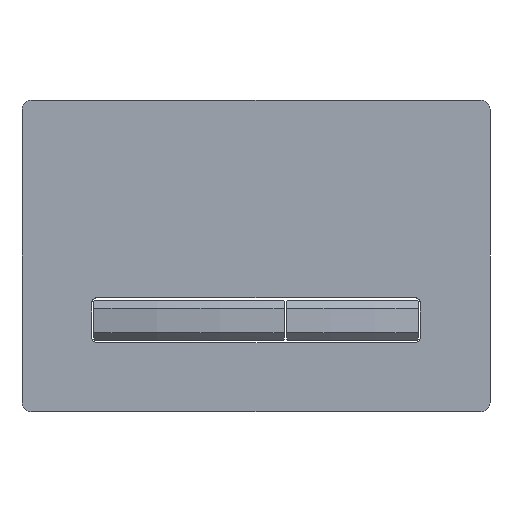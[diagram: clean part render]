
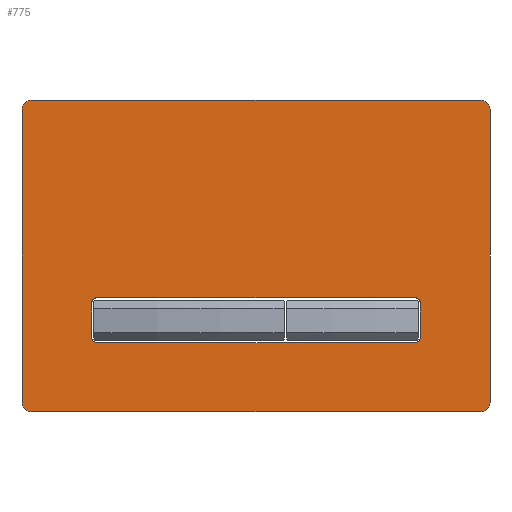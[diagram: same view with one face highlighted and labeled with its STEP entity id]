
A CAD part, front view. The second image highlights one B-rep face of the part: STEP entity #775.
In plain terms, the highlighted planar face has unit normal (0, -1, 0).
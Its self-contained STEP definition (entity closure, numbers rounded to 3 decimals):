
#32=FACE_BOUND('',#113,.T.);
#42=PLANE('',#855);
#70=FACE_OUTER_BOUND('',#112,.T.);
#112=EDGE_LOOP('',(#544,#545,#546,#547,#548,#549,#550,#551));
#113=EDGE_LOOP('',(#552,#553,#554,#555,#556,#557,#558,#559));
#144=LINE('',#1126,#208);
#148=LINE('',#1138,#212);
#152=LINE('',#1150,#216);
#155=LINE('',#1159,#219);
#159=LINE('',#1173,#223);
#163=LINE('',#1185,#227);
#167=LINE('',#1197,#231);
#171=LINE('',#1207,#235);
#208=VECTOR('',#911,10.);
#212=VECTOR('',#923,10.);
#216=VECTOR('',#935,10.);
#219=VECTOR('',#946,10.);
#223=VECTOR('',#958,10.);
#227=VECTOR('',#970,10.);
#231=VECTOR('',#982,10.);
#235=VECTOR('',#994,10.);
#269=CIRCLE('',#825,2.6);
#271=CIRCLE('',#829,2.6);
#273=CIRCLE('',#833,2.6);
#275=CIRCLE('',#837,2.6);
#277=CIRCLE('',#841,5.);
#279=CIRCLE('',#845,5.);
#281=CIRCLE('',#849,5.);
#283=CIRCLE('',#853,5.);
#302=VERTEX_POINT('',#1116);
#303=VERTEX_POINT('',#1118);
#305=VERTEX_POINT('',#1124);
#307=VERTEX_POINT('',#1130);
#309=VERTEX_POINT('',#1136);
#311=VERTEX_POINT('',#1142);
#313=VERTEX_POINT('',#1148);
#315=VERTEX_POINT('',#1154);
#318=VERTEX_POINT('',#1164);
#319=VERTEX_POINT('',#1166);
#321=VERTEX_POINT('',#1172);
#323=VERTEX_POINT('',#1178);
#325=VERTEX_POINT('',#1184);
#327=VERTEX_POINT('',#1190);
#329=VERTEX_POINT('',#1196);
#331=VERTEX_POINT('',#1202);
#374=EDGE_CURVE('',#303,#302,#269,.T.);
#378=EDGE_CURVE('',#302,#305,#144,.T.);
#381=EDGE_CURVE('',#305,#307,#271,.T.);
#384=EDGE_CURVE('',#307,#309,#148,.T.);
#387=EDGE_CURVE('',#309,#311,#273,.T.);
#390=EDGE_CURVE('',#311,#313,#152,.T.);
#393=EDGE_CURVE('',#313,#315,#275,.T.);
#395=EDGE_CURVE('',#315,#303,#155,.T.);
#398=EDGE_CURVE('',#319,#318,#277,.T.);
#401=EDGE_CURVE('',#321,#319,#159,.T.);
#404=EDGE_CURVE('',#323,#321,#279,.T.);
#407=EDGE_CURVE('',#325,#323,#163,.T.);
#410=EDGE_CURVE('',#327,#325,#281,.T.);
#413=EDGE_CURVE('',#329,#327,#167,.T.);
#416=EDGE_CURVE('',#331,#329,#283,.T.);
#419=EDGE_CURVE('',#318,#331,#171,.T.);
#544=ORIENTED_EDGE('',*,*,#419,.T.);
#545=ORIENTED_EDGE('',*,*,#416,.T.);
#546=ORIENTED_EDGE('',*,*,#413,.T.);
#547=ORIENTED_EDGE('',*,*,#410,.T.);
#548=ORIENTED_EDGE('',*,*,#407,.T.);
#549=ORIENTED_EDGE('',*,*,#404,.T.);
#550=ORIENTED_EDGE('',*,*,#401,.T.);
#551=ORIENTED_EDGE('',*,*,#398,.T.);
#552=ORIENTED_EDGE('',*,*,#374,.T.);
#553=ORIENTED_EDGE('',*,*,#378,.T.);
#554=ORIENTED_EDGE('',*,*,#381,.T.);
#555=ORIENTED_EDGE('',*,*,#384,.T.);
#556=ORIENTED_EDGE('',*,*,#387,.T.);
#557=ORIENTED_EDGE('',*,*,#390,.T.);
#558=ORIENTED_EDGE('',*,*,#393,.T.);
#559=ORIENTED_EDGE('',*,*,#395,.T.);
#775=ADVANCED_FACE('',(#70,#32),#42,.T.);
#825=AXIS2_PLACEMENT_3D('',#1119,#904,#905);
#829=AXIS2_PLACEMENT_3D('',#1132,#917,#918);
#833=AXIS2_PLACEMENT_3D('',#1144,#929,#930);
#837=AXIS2_PLACEMENT_3D('',#1156,#941,#942);
#841=AXIS2_PLACEMENT_3D('',#1167,#952,#953);
#845=AXIS2_PLACEMENT_3D('',#1179,#964,#965);
#849=AXIS2_PLACEMENT_3D('',#1191,#976,#977);
#853=AXIS2_PLACEMENT_3D('',#1203,#988,#989);
#855=AXIS2_PLACEMENT_3D('',#1208,#995,#996);
#904=DIRECTION('center_axis',(0.,1.,0.));
#905=DIRECTION('ref_axis',(0.,0.,1.));
#911=DIRECTION('',(1.,0.,0.));
#917=DIRECTION('center_axis',(0.,1.,0.));
#918=DIRECTION('ref_axis',(1.,0.,0.));
#923=DIRECTION('',(0.,0.,-1.));
#929=DIRECTION('center_axis',(0.,1.,0.));
#930=DIRECTION('ref_axis',(0.,0.,-1.));
#935=DIRECTION('',(-1.,0.,0.));
#941=DIRECTION('center_axis',(0.,1.,0.));
#942=DIRECTION('ref_axis',(-1.,0.,0.));
#946=DIRECTION('',(0.,0.,1.));
#952=DIRECTION('center_axis',(0.,-1.,0.));
#953=DIRECTION('ref_axis',(0.,0.,
1.));
#958=DIRECTION('',(-1.,0.,0.));
#964=DIRECTION('center_axis',(0.,-1.,0.));
#965=DIRECTION('ref_axis',(1.,0.,0.));
#970=DIRECTION('',(0.,0.,1.));
#976=DIRECTION('center_axis',(0.,-1.,0.));
#977=DIRECTION('ref_axis',(0.,0.,-1.));
#982=DIRECTION('',(1.,0.,0.));
#988=DIRECTION('center_axis',(0.,-1.,0.));
#989=DIRECTION('ref_axis',(-1.,0.,0.));
#994=DIRECTION('',(0.,0.,-1.));
#995=DIRECTION('center_axis',(0.,-1.,0.));
#996=DIRECTION('ref_axis',(1.,0.,0.));
#1116=CARTESIAN_POINT('',(-83.7,-13.,-22.));
#1118=CARTESIAN_POINT('',(-86.3,-13.,-24.6));
#1119=CARTESIAN_POINT('Origin',(-83.7,-13.,-24.6));
#1124=CARTESIAN_POINT('',(83.7,-13.,-22.));
#1126=CARTESIAN_POINT('',(41.85,-13.,-22.));
#1130=CARTESIAN_POINT('',(86.3,-13.,-24.6));
#1132=CARTESIAN_POINT('Origin',(83.7,-13.,-24.6));
#1136=CARTESIAN_POINT('',(86.3,-13.,-42.9));
#1138=CARTESIAN_POINT('',(86.3,-13.,-21.45));
#1142=CARTESIAN_POINT('',(83.7,-13.,-45.5));
#1144=CARTESIAN_POINT('Origin',(83.7,-13.,-42.9));
#1148=CARTESIAN_POINT('',(-83.7,-13.,-45.5));
#1150=CARTESIAN_POINT('',(-41.85,-13.,-45.5));
#1154=CARTESIAN_POINT('',(-86.3,-13.,-42.9));
#1156=CARTESIAN_POINT('Origin',(-83.7,-13.,-42.9));
#1159=CARTESIAN_POINT('',(-86.3,-13.,-12.3));
#1164=CARTESIAN_POINT('',(-123.,-13.,77.));
#1166=CARTESIAN_POINT('',(-118.,-13.,82.));
#1167=CARTESIAN_POINT('Origin',(-118.,-13.,77.));
#1172=CARTESIAN_POINT('',(118.,-13.,82.));
#1173=CARTESIAN_POINT('',(118.,-13.,82.));
#1178=CARTESIAN_POINT('',(123.,-13.,77.));
#1179=CARTESIAN_POINT('Origin',(118.,-13.,77.));
#1184=CARTESIAN_POINT('',(123.,-13.,-77.));
#1185=CARTESIAN_POINT('',(123.,-13.,-77.));
#1190=CARTESIAN_POINT('',(118.,-13.,-82.));
#1191=CARTESIAN_POINT('Origin',(118.,-13.,-77.));
#1196=CARTESIAN_POINT('',(-118.,-13.,-82.));
#1197=CARTESIAN_POINT('',(-118.,-13.,-82.));
#1202=CARTESIAN_POINT('',(-123.,-13.,-77.));
#1203=CARTESIAN_POINT('Origin',(-118.,-13.,-77.));
#1207=CARTESIAN_POINT('',(-123.,-13.,77.));
#1208=CARTESIAN_POINT('Origin',(0.,-13.,0.));
